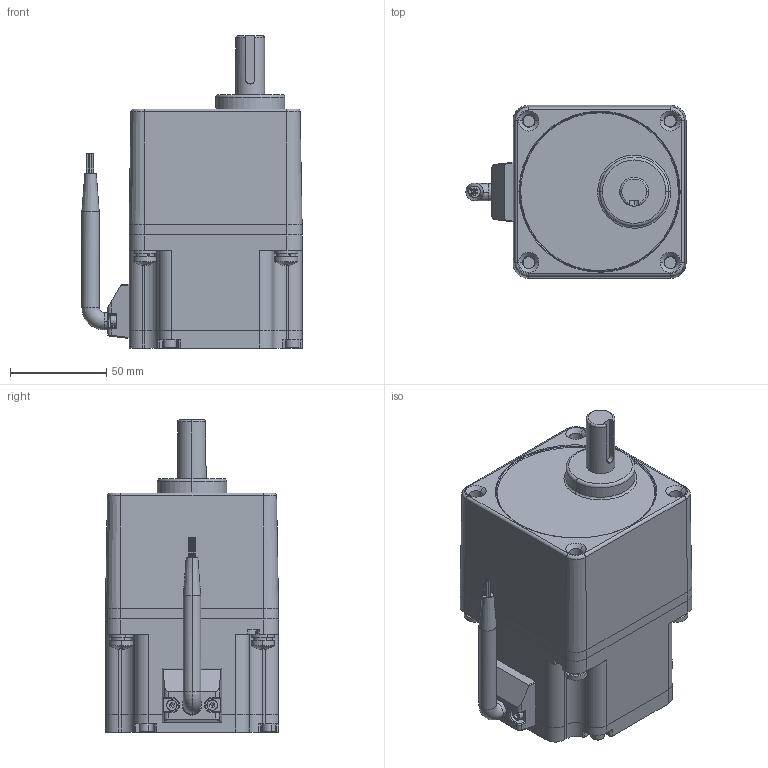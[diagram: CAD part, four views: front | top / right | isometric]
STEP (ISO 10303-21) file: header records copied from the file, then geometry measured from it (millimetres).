
FILE_DESCRIPTION (( 'STEP AP203' ), '1' );
FILE_NAME ('90都寞淕儂.STEP', '2021-07-13T03:06:31', ( '' ), ( '' ), 'SwSTEP 2.0', 'SolidWorks 2021', '' );
FILE_SCHEMA (( 'CONFIG_CONTROL_DESIGN' ));
Length unit declared in the file: millimetre
Products named in the file (12): 竘堤盄; Z5BLD儂褲; 堤盄殤_1; 90萇儂蚾饜极; Z5BLD綴傷裔; M4蹟隊; Spring lock washers--Normal type GB_GB_FASTENER_WASHER_SW 6; M3蹟隊; 90酗眊极; Cross recessed pan head screws GB_GB_CROSS_SCREWS_TYPE1 M6X16-16  H type-C; Plain washers--Product grade C GB_GB_FASTENER_WASHER_SMWC 6; 90都寞淕儂
Assembly tree (24 placements, depth 3):
  90都寞淕儂
    Cross recessed pan head screws GB_GB_CROSS_SCREWS_TYPE1 M6X16-16  H type-C  x4
    Spring lock washers--Normal type GB_GB_FASTENER_WASHER_SW 6  x4
    90萇儂蚾饜极
      Z5BLD綴傷裔
      Z5BLD儂褲
      M4蹟隊  x4
      M3蹟隊  x2
      竘堤盄
      堤盄殤_1
    Plain washers--Product grade C GB_GB_FASTENER_WASHER_SMWC 6  x4
    90酗眊极
Bounding box: 114.5 x 90 x 162.3 mm (x, y, z)
Volume: 636127 mm3; surface area: 129310.5 mm2
Topology: 23 solids, 23 shells, 710 faces, 1720 edges, 1095 vertices
Faces by surface type: plane 324, cylinder 281, cone 46, torus 37, bspline 18, sphere 4
Entity records: 19023 total; most frequent: CARTESIAN_POINT 5042, DIRECTION 2694, ORIENTED_EDGE 2518, EDGE_CURVE 1259, AXIS2_PLACEMENT_3D 1029, VERTEX_POINT 810, VECTOR 636, LINE 636
